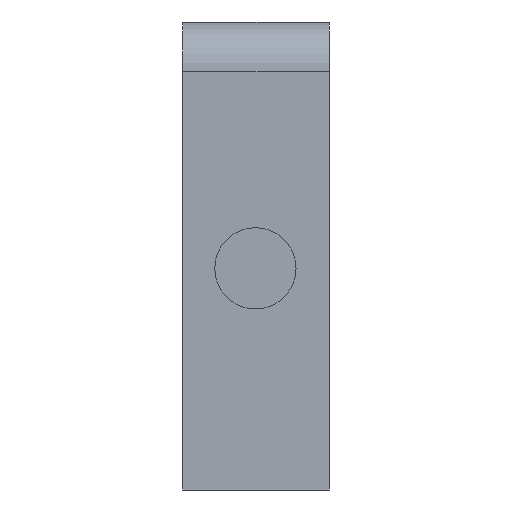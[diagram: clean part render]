
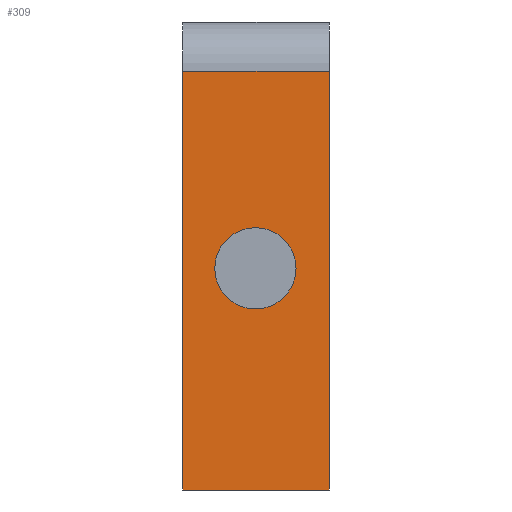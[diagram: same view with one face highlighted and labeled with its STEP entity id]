
A CAD part, front view. The second image highlights one B-rep face of the part: STEP entity #309.
In plain terms, the highlighted planar face has unit normal (0, -1, 0).
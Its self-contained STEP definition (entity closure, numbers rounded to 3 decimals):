
#309=ADVANCED_FACE('',(#445),#401,.F.);
#401=PLANE('',#1215);
#445=FACE_OUTER_BOUND('',#500,.T.);
#500=EDGE_LOOP('',(#665,#666,#667,#668));
#665=ORIENTED_EDGE('',*,*,#1037,.F.);
#666=ORIENTED_EDGE('',*,*,#1038,.T.);
#667=ORIENTED_EDGE('',*,*,#1039,.T.);
#668=ORIENTED_EDGE('',*,*,#1040,.F.);
#927=VERTEX_POINT('',#1743);
#928=VERTEX_POINT('',#1744);
#929=VERTEX_POINT('',#1746);
#930=VERTEX_POINT('',#1748);
#1037=EDGE_CURVE('',#927,#928,#1168,.T.);
#1038=EDGE_CURVE('',#927,#929,#1169,.T.);
#1039=EDGE_CURVE('',#929,#930,#1170,.T.);
#1040=EDGE_CURVE('',#928,#930,#1171,.T.);
#1168=LINE('',#1742,#1191);
#1169=LINE('',#1745,#1192);
#1170=LINE('',#1747,#1193);
#1171=LINE('',#1749,#1194);
#1191=VECTOR('',#1384,1.);
#1192=VECTOR('',#1385,1.);
#1193=VECTOR('',#1386,1.);
#1194=VECTOR('',#1387,1.);
#1215=AXIS2_PLACEMENT_3D('',#1750,#1388,#1389);
#1384=DIRECTION('',(0.,0.,-1.));
#1385=DIRECTION('',(-1.,0.,0.));
#1386=DIRECTION('',(0.,0.,-1.));
#1387=DIRECTION('',(-1.,0.,0.));
#1388=DIRECTION('',(0.,1.,0.));
#1389=DIRECTION('',(0.,0.,1.));
#1742=CARTESIAN_POINT('',(6.,0.,19.));
#1743=CARTESIAN_POINT('',(6.,0.,17.));
#1744=CARTESIAN_POINT('',(6.,0.,0.));
#1745=CARTESIAN_POINT('',(6.,0.,17.));
#1746=CARTESIAN_POINT('',(0.05,0.,17.));
#1747=CARTESIAN_POINT('',(0.05,0.,19.));
#1748=CARTESIAN_POINT('',(0.05,0.,0.));
#1749=CARTESIAN_POINT('',(6.,0.,0.));
#1750=CARTESIAN_POINT('',(6.,0.,19.));
